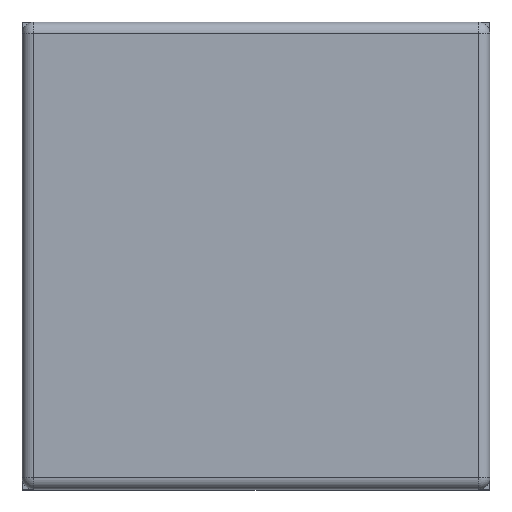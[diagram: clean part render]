
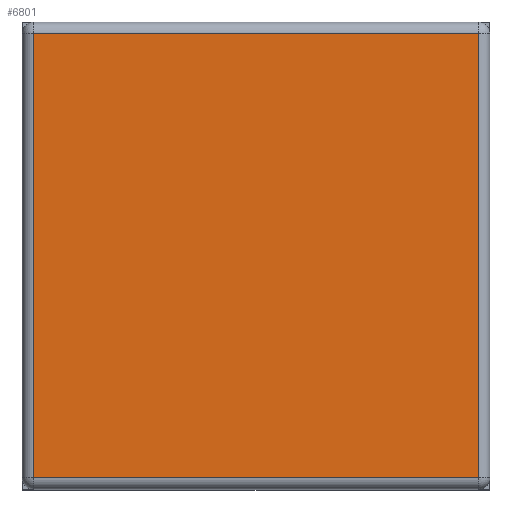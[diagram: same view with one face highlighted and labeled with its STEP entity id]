
A CAD part, top view. The second image highlights one B-rep face of the part: STEP entity #6801.
In plain terms, the highlighted planar face has unit normal (0, 0, 1).
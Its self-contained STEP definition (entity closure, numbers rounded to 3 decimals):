
#355=FACE_OUTER_BOUND('',#773,.T.);
#773=EDGE_LOOP('',(#4746,#4747,#4748,#4749));
#1287=LINE('',#9883,#2164);
#1288=LINE('',#9885,#2165);
#1289=LINE('',#9887,#2166);
#1290=LINE('',#9889,#2167);
#2164=VECTOR('',#8043,10.);
#2165=VECTOR('',#8046,10.);
#2166=VECTOR('',#8049,10.);
#2167=VECTOR('',#8052,10.);
#2997=VERTEX_POINT('',#9827);
#3007=VERTEX_POINT('',#9857);
#3010=VERTEX_POINT('',#9869);
#3012=VERTEX_POINT('',#9879);
#3677=EDGE_CURVE('',#3010,#3012,#1287,.T.);
#3678=EDGE_CURVE('',#3012,#2997,#1288,.T.);
#3679=EDGE_CURVE('',#2997,#3007,#1289,.T.);
#3680=EDGE_CURVE('',#3007,#3010,#1290,.T.);
#4746=ORIENTED_EDGE('',*,*,#3677,.F.);
#4747=ORIENTED_EDGE('',*,*,#3680,.F.);
#4748=ORIENTED_EDGE('',*,*,#3679,.F.);
#4749=ORIENTED_EDGE('',*,*,#3678,.F.);
#6401=PLANE('',#7391);
#6801=ADVANCED_FACE('',(#355),#6401,.T.);
#7391=AXIS2_PLACEMENT_3D('',#9890,#8053,#8054);
#8043=DIRECTION('',(0.,-1.,0.));
#8046=DIRECTION('',(-1.,0.,0.));
#8049=DIRECTION('',(0.,1.,0.));
#8052=DIRECTION('',(1.,0.,0.));
#8053=DIRECTION('center_axis',(0.,0.,1.));
#8054=DIRECTION('ref_axis',(1.,0.,0.));
#9827=CARTESIAN_POINT('',(-0.95,-0.95,0.6));
#9857=CARTESIAN_POINT('',(-0.95,0.95,0.6));
#9869=CARTESIAN_POINT('',(0.95,0.95,0.6));
#9879=CARTESIAN_POINT('',(0.95,-0.95,0.6));
#9883=CARTESIAN_POINT('',(0.95,-0.5,0.6));
#9885=CARTESIAN_POINT('',(-0.5,-0.95,0.6));
#9887=CARTESIAN_POINT('',(-0.95,0.5,0.6));
#9889=CARTESIAN_POINT('',(0.5,0.95,0.6));
#9890=CARTESIAN_POINT('Origin',(0.,0.,0.6));
